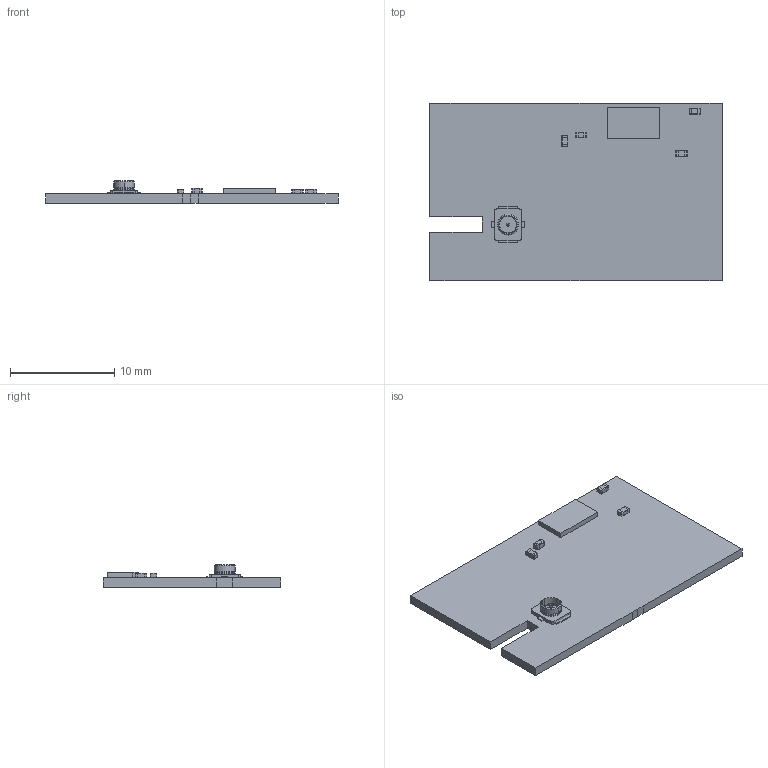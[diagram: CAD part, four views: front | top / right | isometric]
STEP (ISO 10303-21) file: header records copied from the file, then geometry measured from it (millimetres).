
FILE_DESCRIPTION(('Open CASCADE Model'),'2;1');
FILE_NAME('Open CASCADE Shape Model','2019-10-01T14:06:05',('Author'),( 'Open CASCADE'),'Open CASCADE STEP processor 6.8','Open CASCADE 6.8' ,'Unknown');
FILE_SCHEMA(('AUTOMOTIVE_DESIGN { 1 0 10303 214 1 1 1 1 }'));
Length unit declared in the file: millimetre
Products named in the file (43): PCB; Board; Open CASCADE STEP translator 6.8 5.1.1; Open CASCADE STEP translator 6.8 5.1.1.1; C5; 6754212560; Terminal; Open_CASCADE_STEP_translator_6.8_4.1.1; Open_CASCADE_STEP_translator_6.8_4.1.2; Mid_Body; Open_CASCADE_STEP_translator_6.8_4.2.1; C4; 6756950848; CON1; SW3dPS-UFL-R-SMD; SW3dPS-UFL-R-SMD_Part_525; SW3dPS-UFL-R-SMD_Part_540; SW3dPS-UFL-R-SMD_Part_739; SW3dPS-UFL-R-SMD_Part_555; SW3dPS-UFL-R-SMD_Part_578; SW3dPS-UFL-R-SMD_Part_562; C8; 6754212640; L6; 7075893696; Open_CASCADE_STEP_translator_6.8_1.1.1; Open_CASCADE_STEP_translator_6.8_1.1.2; Open_CASCADE_STEP_translator_6.8_1.2.1; A1; 7260312720; Extruded
Assembly tree (42 placements, depth 5):
  PCB
    Board
      Open CASCADE STEP translator 6.8 5.1.1
        Open CASCADE STEP translator 6.8 5.1.1.1
    C5
      6754212560
        Terminal
          Open_CASCADE_STEP_translator_6.8_4.1.1
          Open_CASCADE_STEP_translator_6.8_4.1.2
        Mid_Body
          Open_CASCADE_STEP_translator_6.8_4.2.1
    C4
      6756950848
        Terminal
          Open_CASCADE_STEP_translator_6.8_4.1.1
          Open_CASCADE_STEP_translator_6.8_4.1.2
        Mid_Body
          Open_CASCADE_STEP_translator_6.8_4.2.1
    CON1
      SW3dPS-UFL-R-SMD
        SW3dPS-UFL-R-SMD_Part_525
        SW3dPS-UFL-R-SMD_Part_540
        SW3dPS-UFL-R-SMD_Part_739
        SW3dPS-UFL-R-SMD_Part_555
        SW3dPS-UFL-R-SMD_Part_578
        SW3dPS-UFL-R-SMD_Part_562
    C8
      6754212640
        Terminal
          Open_CASCADE_STEP_translator_6.8_4.1.1
          Open_CASCADE_STEP_translator_6.8_4.1.2
        Mid_Body
          Open_CASCADE_STEP_translator_6.8_4.2.1
    L6
      7075893696
        Terminal
          Open_CASCADE_STEP_translator_6.8_1.1.1
          Open_CASCADE_STEP_translator_6.8_1.1.2
        Mid_Body
          Open_CASCADE_STEP_translator_6.8_1.2.1
    A1
      7260312720
        Extruded
Bounding box: 28 x 17 x 2.14 mm (x, y, z)
Volume: 430.1 mm3; surface area: 1120.8 mm2
Topology: 20 solids, 20 shells, 268 faces, 602 edges, 344 vertices
Faces by surface type: plane 127, cylinder 99, sphere 32, cone 8, bspline 2
Entity records: 8479 total; most frequent: DIRECTION 1392, CARTESIAN_POINT 1261, ORIENTED_EDGE 1140, EDGE_CURVE 570, AXIS2_PLACEMENT_3D 515, LINE 362, VECTOR 362, VERTEX_POINT 344
